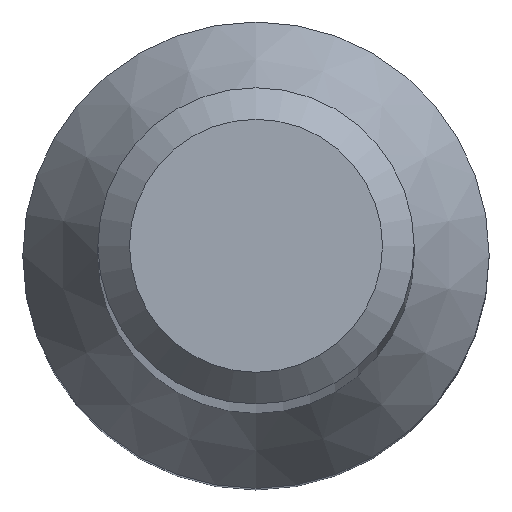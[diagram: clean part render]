
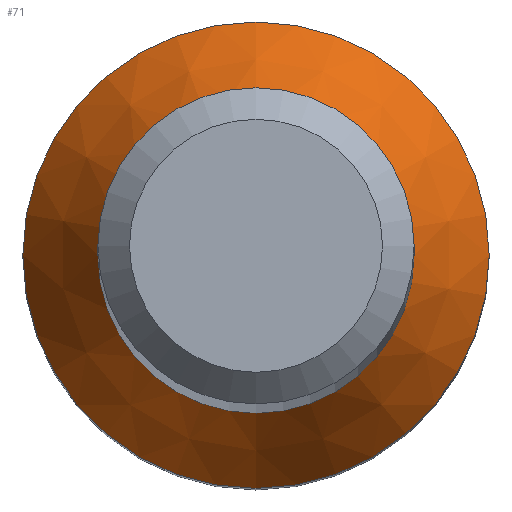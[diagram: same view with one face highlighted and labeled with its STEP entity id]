
A CAD part, top view. The second image highlights one B-rep face of the part: STEP entity #71.
In plain terms, the highlighted conical face has half-angle 30 degrees and reference radius 2.95 mm.
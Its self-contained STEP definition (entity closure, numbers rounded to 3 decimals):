
#6 = DIRECTION ( 'NONE',  ( 0., 1., 0. ) ) ;
#23 = EDGE_LOOP ( 'NONE', ( #224 ) ) ;
#26 = DIRECTION ( 'NONE',  ( 0., 1., 0. ) ) ;
#57 = CIRCLE ( 'NONE', #134, 2.95 ) ;
#60 = ORIENTED_EDGE ( 'NONE', *, *, #144, .F. ) ;
#63 = CIRCLE ( 'NONE', #182, 2. ) ;
#71 = ADVANCED_FACE ( 'NONE', ( #133, #216 ), #225, .T. ) ;
#106 = DIRECTION ( 'NONE',  ( 0., 1., 0. ) ) ;
#108 = CARTESIAN_POINT ( 'NONE',  ( 0., 0., 12. ) ) ;
#120 = EDGE_CURVE ( 'NONE', #183, #183, #63, .T. ) ;
#121 = DIRECTION ( 'NONE',  ( 0., 0., -1. ) ) ;
#123 = DIRECTION ( 'NONE',  ( 0., 0., -1. ) ) ;
#126 = CARTESIAN_POINT ( 'NONE',  ( 0., 2.95, 12. ) ) ;
#127 = CARTESIAN_POINT ( 'NONE',  ( 0., 2., 13.645 ) ) ;
#133 = FACE_BOUND ( 'NONE', #23, .T. ) ;
#134 = AXIS2_PLACEMENT_3D ( 'NONE', #161, #228, #6 ) ;
#144 = EDGE_CURVE ( 'NONE', #221, #221, #57, .T. ) ;
#145 = AXIS2_PLACEMENT_3D ( 'NONE', #108, #123, #106 ) ;
#156 = EDGE_LOOP ( 'NONE', ( #60 ) ) ;
#161 = CARTESIAN_POINT ( 'NONE',  ( 0., 0., 12. ) ) ;
#182 = AXIS2_PLACEMENT_3D ( 'NONE', #214, #121, #26 ) ;
#183 = VERTEX_POINT ( 'NONE', #127 ) ;
#214 = CARTESIAN_POINT ( 'NONE',  ( 0., 0., 13.645 ) ) ;
#216 = FACE_OUTER_BOUND ( 'NONE', #156, .T. ) ;
#221 = VERTEX_POINT ( 'NONE', #126 ) ;
#224 = ORIENTED_EDGE ( 'NONE', *, *, #120, .T. ) ;
#225 = CONICAL_SURFACE ( 'NONE', #145, 2.95, 0.524 ) ;
#228 = DIRECTION ( 'NONE',  ( 0., 0., -1. ) ) ;
